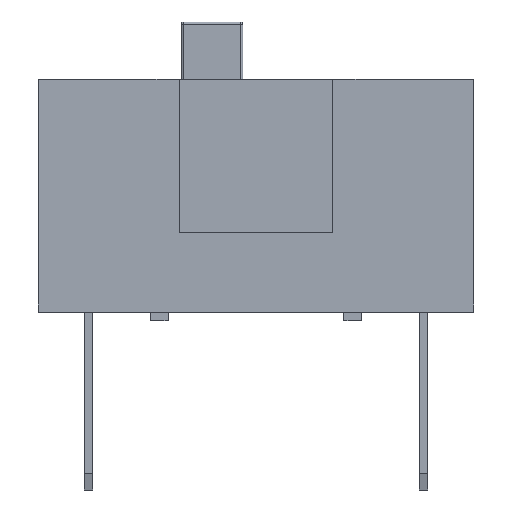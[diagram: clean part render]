
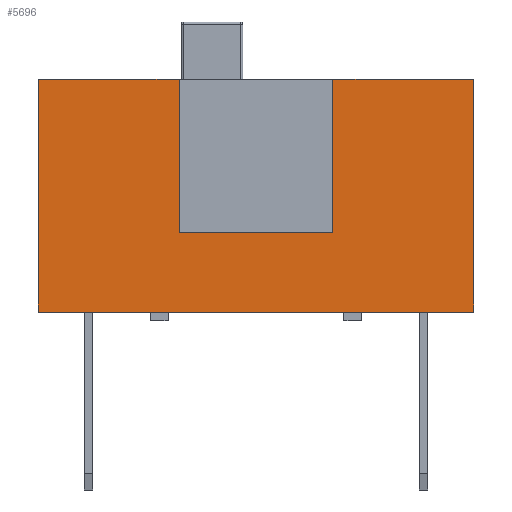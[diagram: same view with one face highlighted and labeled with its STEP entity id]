
A CAD part, left-side view. The second image highlights one B-rep face of the part: STEP entity #5696.
In plain terms, the highlighted planar face has unit normal (-1, 0, 0).
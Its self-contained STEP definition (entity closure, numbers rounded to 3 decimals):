
#167 = EDGE_CURVE ( 'NONE', #6810, #5117, #7997, .T. ) ;
#208 = AXIS2_PLACEMENT_3D ( 'NONE', #5026, #3161, #7524 ) ;
#309 = LINE ( 'NONE', #2827, #4278 ) ;
#390 = DIRECTION ( 'NONE',  ( 0., 1., 0. ) ) ;
#494 = VERTEX_POINT ( 'NONE', #4105 ) ;
#527 = CARTESIAN_POINT ( 'NONE',  ( -2., 8.76, 0. ) ) ;
#597 = CARTESIAN_POINT ( 'NONE',  ( -2., 5.56, 2. ) ) ;
#700 = ORIENTED_EDGE ( 'NONE', *, *, #1605, .T. ) ;
#798 = CARTESIAN_POINT ( 'NONE',  ( -2., 8.76, 0.2 ) ) ;
#935 = ORIENTED_EDGE ( 'NONE', *, *, #167, .T. ) ;
#1053 = LINE ( 'NONE', #5407, #4832 ) ;
#1605 = EDGE_CURVE ( 'NONE', #494, #6810, #309, .T. ) ;
#1790 = FACE_OUTER_BOUND ( 'NONE', #7777, .T. ) ;
#1874 = VERTEX_POINT ( 'NONE', #798 ) ;
#2177 = ORIENTED_EDGE ( 'NONE', *, *, #7600, .T. ) ;
#2303 = CARTESIAN_POINT ( 'NONE',  ( -2., 2.06, 0. ) ) ;
#2308 = DIRECTION ( 'NONE',  ( 0., 1., 0. ) ) ;
#2321 = ORIENTED_EDGE ( 'NONE', *, *, #7168, .T. ) ;
#2827 = CARTESIAN_POINT ( 'NONE',  ( -2., -1.14, 0. ) ) ;
#2841 = ORIENTED_EDGE ( 'NONE', *, *, #2904, .T. ) ;
#2888 = VECTOR ( 'NONE', #4860, 1000. ) ;
#2904 = EDGE_CURVE ( 'NONE', #7436, #5159, #1053, .T. ) ;
#3029 = LINE ( 'NONE', #4975, #7226 ) ;
#3161 = DIRECTION ( 'NONE',  ( -1., 0., 0. ) ) ;
#3293 = ORIENTED_EDGE ( 'NONE', *, *, #7532, .T. ) ;
#3460 = DIRECTION ( 'NONE',  ( 0., 0., -1. ) ) ;
#3718 = DIRECTION ( 'NONE',  ( 0., -1., 0. ) ) ;
#3872 = CARTESIAN_POINT ( 'NONE',  ( -2., 8.76, 5.5 ) ) ;
#4093 = DIRECTION ( 'NONE',  ( 0., 0., 1. ) ) ;
#4105 = CARTESIAN_POINT ( 'NONE',  ( -2., -1.14, 0.2 ) ) ;
#4248 = PLANE ( 'NONE',  #208 ) ;
#4278 = VECTOR ( 'NONE', #6594, 1000. ) ;
#4324 = ORIENTED_EDGE ( 'NONE', *, *, #5928, .T. ) ;
#4440 = CARTESIAN_POINT ( 'NONE',  ( -2., -1.14, 5.5 ) ) ;
#4719 = CARTESIAN_POINT ( 'NONE',  ( -2., 5.56, 5.5 ) ) ;
#4832 = VECTOR ( 'NONE', #2308, 1000. ) ;
#4860 = DIRECTION ( 'NONE',  ( 0., 0., -1. ) ) ;
#4975 = CARTESIAN_POINT ( 'NONE',  ( -2., 0., 5.5 ) ) ;
#5026 = CARTESIAN_POINT ( 'NONE',  ( -2., 0., 0. ) ) ;
#5117 = VERTEX_POINT ( 'NONE', #5437 ) ;
#5159 = VERTEX_POINT ( 'NONE', #597 ) ;
#5260 = VECTOR ( 'NONE', #3460, 1000. ) ;
#5407 = CARTESIAN_POINT ( 'NONE',  ( -2., 0., 2. ) ) ;
#5437 = CARTESIAN_POINT ( 'NONE',  ( -2., 2.06, 5.5 ) ) ;
#5648 = EDGE_CURVE ( 'NONE', #5779, #1874, #7132, .T. ) ;
#5696 = ADVANCED_FACE ( 'NONE', ( #1790 ), #4248, .T. ) ;
#5779 = VERTEX_POINT ( 'NONE', #3872 ) ;
#5844 = LINE ( 'NONE', #7120, #6435 ) ;
#5928 = EDGE_CURVE ( 'NONE', #7915, #5779, #3029, .T. ) ;
#6079 = LINE ( 'NONE', #6684, #6780 ) ;
#6274 = DIRECTION ( 'NONE',  ( 0., 1., 0. ) ) ;
#6435 = VECTOR ( 'NONE', #4093, 1000. ) ;
#6463 = VECTOR ( 'NONE', #390, 1000. ) ;
#6520 = CARTESIAN_POINT ( 'NONE',  ( -2., 2.06, 2. ) ) ;
#6592 = CARTESIAN_POINT ( 'NONE',  ( -2., 0., 5.5 ) ) ;
#6594 = DIRECTION ( 'NONE',  ( 0., 0., 1. ) ) ;
#6684 = CARTESIAN_POINT ( 'NONE',  ( -2., 0., 0.2 ) ) ;
#6780 = VECTOR ( 'NONE', #3718, 1000. ) ;
#6810 = VERTEX_POINT ( 'NONE', #4440 ) ;
#6936 = ORIENTED_EDGE ( 'NONE', *, *, #5648, .T. ) ;
#7120 = CARTESIAN_POINT ( 'NONE',  ( -2., 5.56, 0. ) ) ;
#7132 = LINE ( 'NONE', #527, #5260 ) ;
#7168 = EDGE_CURVE ( 'NONE', #5159, #7915, #5844, .T. ) ;
#7226 = VECTOR ( 'NONE', #6274, 1000. ) ;
#7389 = LINE ( 'NONE', #2303, #2888 ) ;
#7436 = VERTEX_POINT ( 'NONE', #6520 ) ;
#7524 = DIRECTION ( 'NONE',  ( 0., 0., 1. ) ) ;
#7532 = EDGE_CURVE ( 'NONE', #1874, #494, #6079, .T. ) ;
#7600 = EDGE_CURVE ( 'NONE', #5117, #7436, #7389, .T. ) ;
#7777 = EDGE_LOOP ( 'NONE', ( #700, #935, #2177, #2841, #2321, #4324, #6936, #3293 ) ) ;
#7915 = VERTEX_POINT ( 'NONE', #4719 ) ;
#7997 = LINE ( 'NONE', #6592, #6463 ) ;
